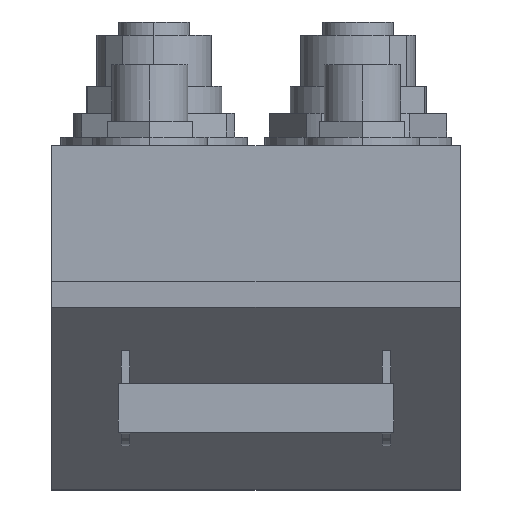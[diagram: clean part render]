
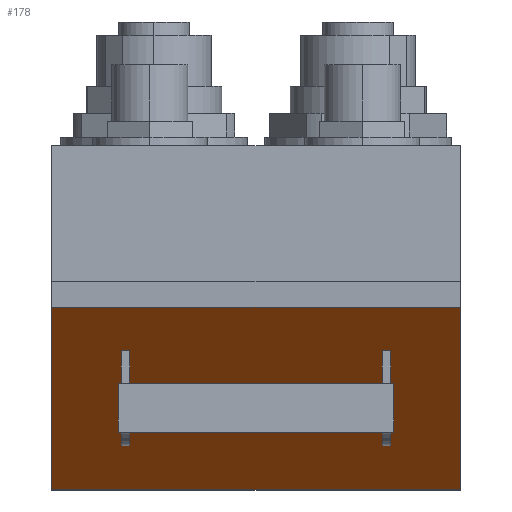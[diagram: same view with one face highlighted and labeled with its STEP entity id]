
A CAD part, front view. The second image highlights one B-rep face of the part: STEP entity #178.
In plain terms, the highlighted planar face has unit normal (0, -0.707, -0.707).
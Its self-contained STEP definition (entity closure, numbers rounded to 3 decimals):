
#178=ADVANCED_FACE('NONE',(#438,#439,#440,#441),#442,.T.);
#438=FACE_OUTER_BOUND('',#787,.T.);
#439=FACE_BOUND('',#788,.T.);
#440=FACE_BOUND('',#789,.T.);
#441=FACE_BOUND('',#790,.T.);
#442=PLANE('',#791);
#787=EDGE_LOOP('',(#1582,#1583,#1584,#1585));
#788=EDGE_LOOP('',(#1586,#1587,#1588,#1589));
#789=EDGE_LOOP('',(#1590,#1591,#1592,#1593));
#790=EDGE_LOOP('',(#1594,#1595,#1596,#1597));
#791=AXIS2_PLACEMENT_3D('',#1598,#1599,#1600);
#1582=ORIENTED_EDGE('',*,*,#2397,.F.);
#1583=ORIENTED_EDGE('',*,*,#2398,.T.);
#1584=ORIENTED_EDGE('',*,*,#2399,.F.);
#1585=ORIENTED_EDGE('',*,*,#2400,.F.);
#1586=ORIENTED_EDGE('',*,*,#2391,.T.);
#1587=ORIENTED_EDGE('',*,*,#2392,.T.);
#1588=ORIENTED_EDGE('',*,*,#2386,.T.);
#1589=ORIENTED_EDGE('',*,*,#2389,.T.);
#1590=ORIENTED_EDGE('',*,*,#2355,.T.);
#1591=ORIENTED_EDGE('',*,*,#2384,.T.);
#1592=ORIENTED_EDGE('',*,*,#2347,.T.);
#1593=ORIENTED_EDGE('',*,*,#2383,.T.);
#1594=ORIENTED_EDGE('',*,*,#2337,.F.);
#1595=ORIENTED_EDGE('',*,*,#2382,.T.);
#1596=ORIENTED_EDGE('',*,*,#2344,.F.);
#1597=ORIENTED_EDGE('',*,*,#2381,.T.);
#1598=CARTESIAN_POINT('',(0.0,96.,-20.));
#1599=DIRECTION('',(0.0,-0.707,-0.707));
#1600=DIRECTION('',(0.0,0.707,-0.707));
#2337=EDGE_CURVE('NONE',#2813,#2816,#2817,.T.);
#2344=EDGE_CURVE('NONE',#2826,#2828,#2829,.T.);
#2347=EDGE_CURVE('NONE',#2834,#2831,#2835,.T.);
#2355=EDGE_CURVE('NONE',#2844,#2846,#2848,.T.);
#2381=EDGE_CURVE('NONE',#2826,#2816,#2886,.T.);
#2382=EDGE_CURVE('NONE',#2813,#2828,#2887,.T.);
#2383=EDGE_CURVE('NONE',#2831,#2844,#2888,.T.);
#2384=EDGE_CURVE('NONE',#2846,#2834,#2889,.T.);
#2386=EDGE_CURVE('NONE',#2892,#2890,#2893,.T.);
#2389=EDGE_CURVE('NONE',#2890,#2895,#2897,.T.);
#2391=EDGE_CURVE('NONE',#2895,#2898,#2900,.T.);
#2392=EDGE_CURVE('NONE',#2898,#2892,#2901,.T.);
#2397=EDGE_CURVE('NONE',#2910,#2911,#2912,.T.);
#2398=EDGE_CURVE('NONE',#2910,#2913,#2914,.T.);
#2399=EDGE_CURVE('NONE',#2915,#2913,#2916,.T.);
#2400=EDGE_CURVE('NONE',#2911,#2915,#2917,.T.);
#2813=VERTEX_POINT('NONE',#3511);
#2816=VERTEX_POINT('NONE',#3515);
#2817=LINE('',#3516,#3517);
#2826=VERTEX_POINT('NONE',#3529);
#2828=VERTEX_POINT('NONE',#3532);
#2829=LINE('',#3533,#3534);
#2831=VERTEX_POINT('NONE',#3537);
#2834=VERTEX_POINT('NONE',#3541);
#2835=LINE('',#3542,#3543);
#2844=VERTEX_POINT('NONE',#3555);
#2846=VERTEX_POINT('NONE',#3558);
#2848=LINE('',#3561,#3562);
#2886=LINE('',#3616,#3617);
#2887=LINE('',#3618,#3619);
#2888=LINE('',#3620,#3621);
#2889=LINE('',#3622,#3623);
#2890=VERTEX_POINT('NONE',#3624);
#2892=VERTEX_POINT('NONE',#3627);
#2893=LINE('',#3628,#3629);
#2895=VERTEX_POINT('NONE',#3632);
#2897=LINE('',#3635,#3636);
#2898=VERTEX_POINT('NONE',#3637);
#2900=LINE('',#3640,#3641);
#2901=LINE('',#3642,#3643);
#2910=VERTEX_POINT('NONE',#3656);
#2911=VERTEX_POINT('NONE',#3657);
#2912=LINE('',#3658,#3659);
#2913=VERTEX_POINT('NONE',#3660);
#2914=LINE('',#3661,#3662);
#2915=VERTEX_POINT('NONE',#3663);
#2916=LINE('',#3664,#3665);
#2917=LINE('',#3666,#3667);
#3511=CARTESIAN_POINT('',(39.85,101.13,-25.13));
#3515=CARTESIAN_POINT('',(38.85,101.13,-25.13));
#3516=CARTESIAN_POINT('',(39.85,101.13,-25.13));
#3517=VECTOR('',#4346,1000.0);
#3529=CARTESIAN_POINT('',(38.85,112.314,-36.315));
#3532=CARTESIAN_POINT('',(39.85,112.314,-36.314));
#3533=CARTESIAN_POINT('',(39.85,112.314,-36.315));
#3534=VECTOR('',#4357,1000.0);
#3537=CARTESIAN_POINT('',(9.15,101.13,-25.13));
#3541=CARTESIAN_POINT('',(8.15,101.13,-25.13));
#3542=CARTESIAN_POINT('',(8.15,101.13,-25.13));
#3543=VECTOR('',#4360,1000.0);
#3555=CARTESIAN_POINT('',(9.15,112.314,-36.315));
#3558=CARTESIAN_POINT('',(8.15,112.314,-36.314));
#3561=CARTESIAN_POINT('',(8.15,112.314,-36.315));
#3562=VECTOR('',#4372,1000.0);
#3616=CARTESIAN_POINT('',(38.85,96.,-20.));
#3617=VECTOR('',#4416,1000.0);
#3618=CARTESIAN_POINT('',(39.85,96.,-20.));
#3619=VECTOR('',#4417,1000.0);
#3620=CARTESIAN_POINT('',(9.15,96.,-20.));
#3621=VECTOR('',#4418,1000.0);
#3622=CARTESIAN_POINT('',(8.15,96.,-20.));
#3623=VECTOR('',#4419,1000.0);
#3624=CARTESIAN_POINT('',(11.25,104.96,-28.96));
#3627=CARTESIAN_POINT('',(11.25,110.7,-34.7));
#3628=CARTESIAN_POINT('',(11.25,96.,-20.));
#3629=VECTOR('',#4421,1000.0);
#3632=CARTESIAN_POINT('',(36.75,104.96,-28.96));
#3635=CARTESIAN_POINT('',(0.0,104.96,-28.96));
#3636=VECTOR('',#4424,1000.0);
#3637=CARTESIAN_POINT('',(36.75,110.7,-34.7));
#3640=CARTESIAN_POINT('',(36.75,96.,-20.));
#3641=VECTOR('',#4426,1000.0);
#3642=CARTESIAN_POINT('',(0.0,110.7,-34.7));
#3643=VECTOR('',#4427,1000.0);
#3656=CARTESIAN_POINT('',(0.0,96.,-20.));
#3657=CARTESIAN_POINT('',(48.0,96.,-20.));
#3658=CARTESIAN_POINT('',(0.0,96.,-20.));
#3659=VECTOR('',#4432,1000.0);
#3660=CARTESIAN_POINT('',(0.0,117.5,-41.5));
#3661=CARTESIAN_POINT('',(0.0,96.,-20.));
#3662=VECTOR('',#4433,1000.0);
#3663=CARTESIAN_POINT('',(48.0,117.5,-41.5));
#3664=CARTESIAN_POINT('',(0.0,117.5,-41.5));
#3665=VECTOR('',#4434,1000.0);
#3666=CARTESIAN_POINT('',(48.0,96.,-20.));
#3667=VECTOR('',#4435,1000.0);
#4346=DIRECTION('',(-1.0,-0.0,-0.0));
#4357=DIRECTION('',(1.0,0.0,0.0));
#4360=DIRECTION('',(1.0,0.0,0.0));
#4372=DIRECTION('',(-1.0,0.0,0.0));
#4416=DIRECTION('',(0.0,-0.707,0.707));
#4417=DIRECTION('',(0.0,0.707,-0.707));
#4418=DIRECTION('',(0.0,0.707,-0.707));
#4419=DIRECTION('',(0.0,-0.707,0.707));
#4421=DIRECTION('',(0.0,-0.707,0.707));
#4424=DIRECTION('',(1.0,0.0,0.0));
#4426=DIRECTION('',(0.0,0.707,-0.707));
#4427=DIRECTION('',(-1.0,-0.0,-0.0));
#4432=DIRECTION('',(1.0,0.0,0.0));
#4433=DIRECTION('',(0.0,0.707,-0.707));
#4434=DIRECTION('',(-1.0,0.0,0.0));
#4435=DIRECTION('',(0.0,0.707,-0.707));
